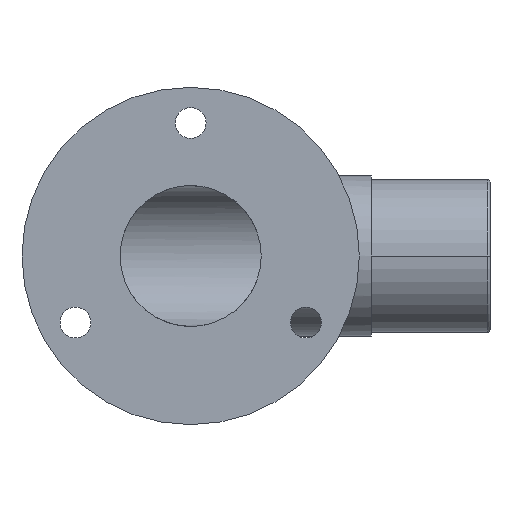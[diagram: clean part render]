
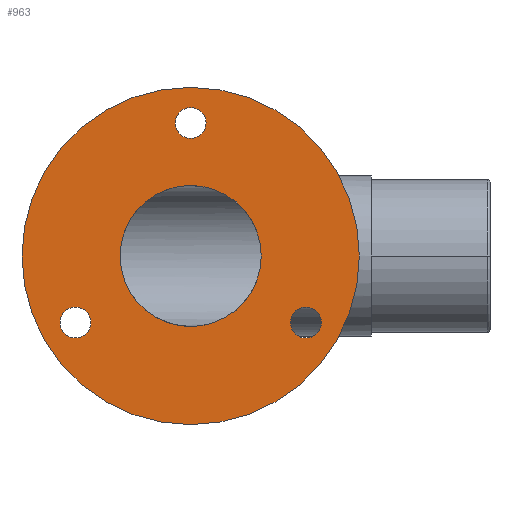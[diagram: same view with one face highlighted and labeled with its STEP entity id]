
A CAD part, front view. The second image highlights one B-rep face of the part: STEP entity #963.
In plain terms, the highlighted planar face has unit normal (0, -1, 0).
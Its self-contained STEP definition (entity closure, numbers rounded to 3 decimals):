
#15 = EDGE_LOOP ( 'NONE', ( #929, #1178 ) ) ;
#18 = CARTESIAN_POINT ( 'NONE',  ( 0., 0., 28. ) ) ;
#19 = EDGE_CURVE ( 'NONE', #1038, #41, #389, .T. ) ;
#25 = FACE_BOUND ( 'NONE', #1018, .T. ) ;
#28 = CIRCLE ( 'NONE', #249, 3.25 ) ;
#38 = EDGE_LOOP ( 'NONE', ( #229, #989 ) ) ;
#41 = VERTEX_POINT ( 'NONE', #535 ) ;
#57 = CARTESIAN_POINT ( 'NONE',  ( 0., 0., 14.85 ) ) ;
#81 = DIRECTION ( 'NONE',  ( 0., 0., -1. ) ) ;
#85 = DIRECTION ( 'NONE',  ( -0.866, 0., 0.5 ) ) ;
#100 = ORIENTED_EDGE ( 'NONE', *, *, #567, .F. ) ;
#106 = DIRECTION ( 'NONE',  ( 0., -1., 0. ) ) ;
#111 = VERTEX_POINT ( 'NONE', #300 ) ;
#116 = EDGE_CURVE ( 'NONE', #394, #532, #831, .T. ) ;
#121 = PLANE ( 'NONE',  #478 ) ;
#124 = CARTESIAN_POINT ( 'NONE',  ( 27.063, 0., -15.625 ) ) ;
#184 = DIRECTION ( 'NONE',  ( 0., -1., 0. ) ) ;
#185 = DIRECTION ( 'NONE',  ( 0., -1., 0. ) ) ;
#191 = EDGE_CURVE ( 'NONE', #1003, #111, #571, .T. ) ;
#198 = CARTESIAN_POINT ( 'NONE',  ( 0., 0., 31.25 ) ) ;
#229 = ORIENTED_EDGE ( 'NONE', *, *, #308, .T. ) ;
#236 = VERTEX_POINT ( 'NONE', #616 ) ;
#239 = VERTEX_POINT ( 'NONE', #57 ) ;
#249 = AXIS2_PLACEMENT_3D ( 'NONE', #495, #184, #81 ) ;
#269 = CARTESIAN_POINT ( 'NONE',  ( 0., 0., 0. ) ) ;
#300 = CARTESIAN_POINT ( 'NONE',  ( -27.063, 0., -15.625 ) ) ;
#301 = EDGE_LOOP ( 'NONE', ( #866, #1133 ) ) ;
#308 = EDGE_CURVE ( 'NONE', #41, #1038, #1335, .T. ) ;
#315 = AXIS2_PLACEMENT_3D ( 'NONE', #732, #950, #1286 ) ;
#337 = FACE_BOUND ( 'NONE', #15, .T. ) ;
#345 = VERTEX_POINT ( 'NONE', #198 ) ;
#386 = DIRECTION ( 'NONE',  ( 0., 0., -1. ) ) ;
#389 = CIRCLE ( 'NONE', #753, 35.5 ) ;
#394 = VERTEX_POINT ( 'NONE', #124 ) ;
#409 = DIRECTION ( 'NONE',  ( 0., -1., 0. ) ) ;
#418 = CARTESIAN_POINT ( 'NONE',  ( 0., 0., 35.5 ) ) ;
#433 = EDGE_LOOP ( 'NONE', ( #445, #697 ) ) ;
#445 = ORIENTED_EDGE ( 'NONE', *, *, #1027, .F. ) ;
#459 = EDGE_CURVE ( 'NONE', #1069, #239, #1367, .T. ) ;
#478 = AXIS2_PLACEMENT_3D ( 'NONE', #1095, #993, #561 ) ;
#495 = CARTESIAN_POINT ( 'NONE',  ( 0., 0., 28. ) ) ;
#511 = AXIS2_PLACEMENT_3D ( 'NONE', #269, #1137, #604 ) ;
#523 = CIRCLE ( 'NONE', #1176, 3.25 ) ;
#532 = VERTEX_POINT ( 'NONE', #575 ) ;
#535 = CARTESIAN_POINT ( 'NONE',  ( 0., 0., -35.5 ) ) ;
#540 = DIRECTION ( 'NONE',  ( 0., -1., 0. ) ) ;
#561 = DIRECTION ( 'NONE',  ( 0., 0., 1. ) ) ;
#567 = EDGE_CURVE ( 'NONE', #239, #1069, #1232, .T. ) ;
#571 = CIRCLE ( 'NONE', #1101, 3.25 ) ;
#575 = CARTESIAN_POINT ( 'NONE',  ( 21.434, 0., -12.375 ) ) ;
#602 = DIRECTION ( 'NONE',  ( 0., -1., 0. ) ) ;
#604 = DIRECTION ( 'NONE',  ( 0., 0., -1. ) ) ;
#616 = CARTESIAN_POINT ( 'NONE',  ( 0., 0., 24.75 ) ) ;
#623 = DIRECTION ( 'NONE',  ( 0., 0., -1. ) ) ;
#624 = AXIS2_PLACEMENT_3D ( 'NONE', #785, #679, #1121 ) ;
#630 = CARTESIAN_POINT ( 'NONE',  ( 0., 0., 0. ) ) ;
#668 = FACE_BOUND ( 'NONE', #433, .T. ) ;
#679 = DIRECTION ( 'NONE',  ( 0., -1., 0. ) ) ;
#697 = ORIENTED_EDGE ( 'NONE', *, *, #1270, .F. ) ;
#732 = CARTESIAN_POINT ( 'NONE',  ( -24.249, 0., -14. ) ) ;
#740 = CARTESIAN_POINT ( 'NONE',  ( 24.249, 0., -14. ) ) ;
#753 = AXIS2_PLACEMENT_3D ( 'NONE', #1261, #602, #386 ) ;
#782 = FACE_BOUND ( 'NONE', #301, .T. ) ;
#785 = CARTESIAN_POINT ( 'NONE',  ( 0., 0., 0. ) ) ;
#831 = CIRCLE ( 'NONE', #897, 3.25 ) ;
#866 = ORIENTED_EDGE ( 'NONE', *, *, #191, .F. ) ;
#890 = FACE_OUTER_BOUND ( 'NONE', #38, .T. ) ;
#897 = AXIS2_PLACEMENT_3D ( 'NONE', #1068, #1393, #1276 ) ;
#911 = CIRCLE ( 'NONE', #315, 3.25 ) ;
#929 = ORIENTED_EDGE ( 'NONE', *, *, #1028, .F. ) ;
#950 = DIRECTION ( 'NONE',  ( 0., -1., 0. ) ) ;
#963 = ADVANCED_FACE ( 'NONE', ( #782, #337, #668, #25, #890 ), #121, .F. ) ;
#989 = ORIENTED_EDGE ( 'NONE', *, *, #19, .T. ) ;
#993 = DIRECTION ( 'NONE',  ( 0., 1., 0. ) ) ;
#1003 = VERTEX_POINT ( 'NONE', #1240 ) ;
#1018 = EDGE_LOOP ( 'NONE', ( #1108, #100 ) ) ;
#1027 = EDGE_CURVE ( 'NONE', #236, #345, #28, .T. ) ;
#1028 = EDGE_CURVE ( 'NONE', #532, #394, #523, .T. ) ;
#1038 = VERTEX_POINT ( 'NONE', #418 ) ;
#1068 = CARTESIAN_POINT ( 'NONE',  ( 24.249, 0., -14. ) ) ;
#1069 = VERTEX_POINT ( 'NONE', #1155 ) ;
#1077 = CARTESIAN_POINT ( 'NONE',  ( -24.249, 0., -14. ) ) ;
#1095 = CARTESIAN_POINT ( 'NONE',  ( -14.85, 0., 0. ) ) ;
#1101 = AXIS2_PLACEMENT_3D ( 'NONE', #1077, #540, #1297 ) ;
#1108 = ORIENTED_EDGE ( 'NONE', *, *, #459, .F. ) ;
#1121 = DIRECTION ( 'NONE',  ( 0., 0., -1. ) ) ;
#1133 = ORIENTED_EDGE ( 'NONE', *, *, #1139, .F. ) ;
#1137 = DIRECTION ( 'NONE',  ( 0., -1., 0. ) ) ;
#1139 = EDGE_CURVE ( 'NONE', #111, #1003, #911, .T. ) ;
#1155 = CARTESIAN_POINT ( 'NONE',  ( 0., 0., -14.85 ) ) ;
#1159 = AXIS2_PLACEMENT_3D ( 'NONE', #18, #106, #1211 ) ;
#1176 = AXIS2_PLACEMENT_3D ( 'NONE', #740, #409, #85 ) ;
#1178 = ORIENTED_EDGE ( 'NONE', *, *, #116, .F. ) ;
#1197 = AXIS2_PLACEMENT_3D ( 'NONE', #630, #185, #623 ) ;
#1199 = CIRCLE ( 'NONE', #1159, 3.25 ) ;
#1211 = DIRECTION ( 'NONE',  ( 0., 0., -1. ) ) ;
#1232 = CIRCLE ( 'NONE', #624, 14.85 ) ;
#1240 = CARTESIAN_POINT ( 'NONE',  ( -21.434, 0., -12.375 ) ) ;
#1261 = CARTESIAN_POINT ( 'NONE',  ( 0., 0., 0. ) ) ;
#1270 = EDGE_CURVE ( 'NONE', #345, #236, #1199, .T. ) ;
#1276 = DIRECTION ( 'NONE',  ( -0.866, 0., 0.5 ) ) ;
#1286 = DIRECTION ( 'NONE',  ( 0.866, 0., 0.5 ) ) ;
#1297 = DIRECTION ( 'NONE',  ( 0.866, 0., 0.5 ) ) ;
#1335 = CIRCLE ( 'NONE', #1197, 35.5 ) ;
#1367 = CIRCLE ( 'NONE', #511, 14.85 ) ;
#1393 = DIRECTION ( 'NONE',  ( 0., -1., 0. ) ) ;
